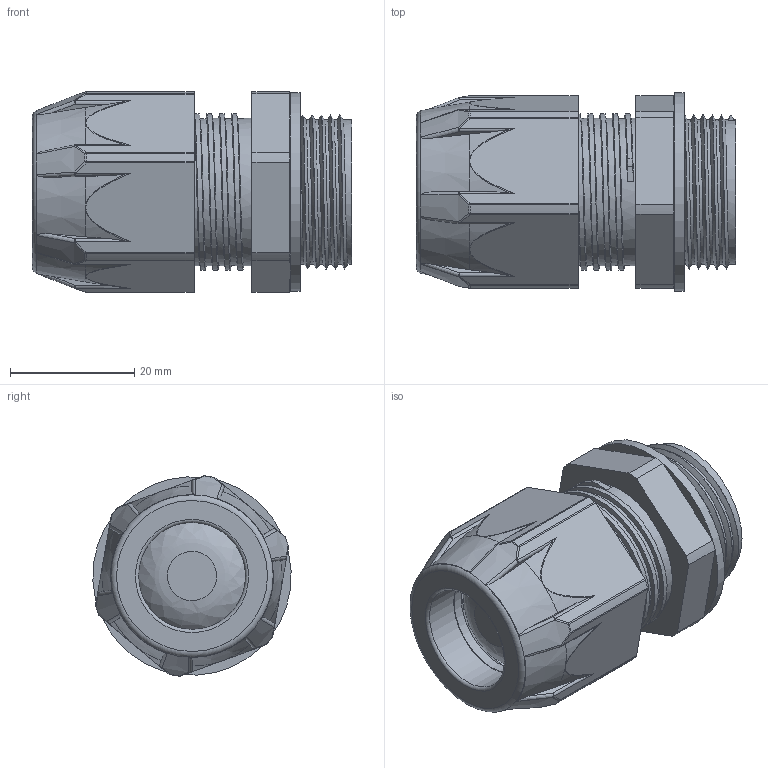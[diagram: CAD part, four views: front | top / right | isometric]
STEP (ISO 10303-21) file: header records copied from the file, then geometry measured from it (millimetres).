
FILE_DESCRIPTION(/* description */ ('Euro-Top-X-4.Generation M25x1,5, Ex i'),/* implementation_level */ '2;1');
FILE_NAME(/* name */ '84084525X4HI-RST.stp',/* time_stamp */ '2020-02-24T08:28:56+01:00',/* author */ ('sl'),/* organization */ (''),/* preprocessor_version */ 'ST-DEVELOPER v16.5',/* originating_system */ 'Autodesk Inventor 2017',/* authorisation */ '');
FILE_SCHEMA (('AUTOMOTIVE_DESIGN { 1 0 10303 214 3 1 1 }'));
Length unit declared in the file: millimetre
Products named in the file (6): 84084525X4HI; 85084525X4HI; 85084525X4HISI; 84084525X4HI_1; 85084525X4HISI_1; 85084525X4HI_1
Assembly tree (5 placements, depth 2):
  84084525X4HI
    85084525X4HI
    85084525X4HISI
    84084525X4HI_1
    85084525X4HISI_1
    85084525X4HI_1
Bounding box: 51.45 x 31.96 x 32.31 mm (x, y, z)
Volume: 10891.9 mm3; surface area: 17235.5 mm2
Topology: 4 solids, 5 shells, 373 faces, 991 edges, 626 vertices
Faces by surface type: plane 128, cylinder 114, bspline 56, torus 30, sphere 24, cone 21
Full cylindrical faces by diameter (mm): 16.74 x1, 17.25 x2, 17.5 x1, 17.75 x1, 18 x1, 20.34 x1, 20.4 x1, 22.78 x1, 23.348 x6, 23.54 x1, 23.73 x6, 24.1 x5, 25.622 x6, 32 x1
Entity records: 15701 total; most frequent: CARTESIAN_POINT 7020, ORIENTED_EDGE 1766, DIRECTION 1716, EDGE_CURVE 883, AXIS2_PLACEMENT_3D 710, VERTEX_POINT 577, EDGE_LOOP 400, CIRCLE 387
